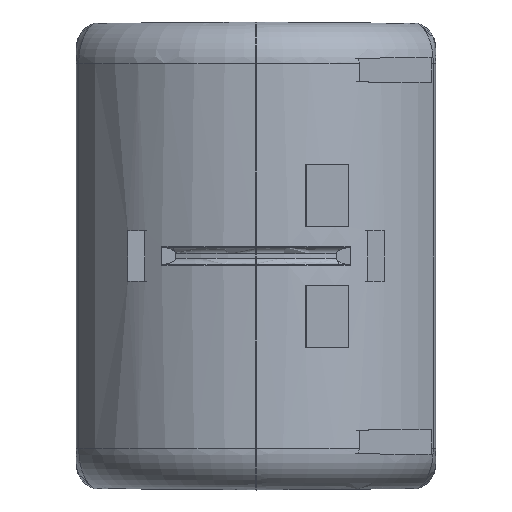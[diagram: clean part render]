
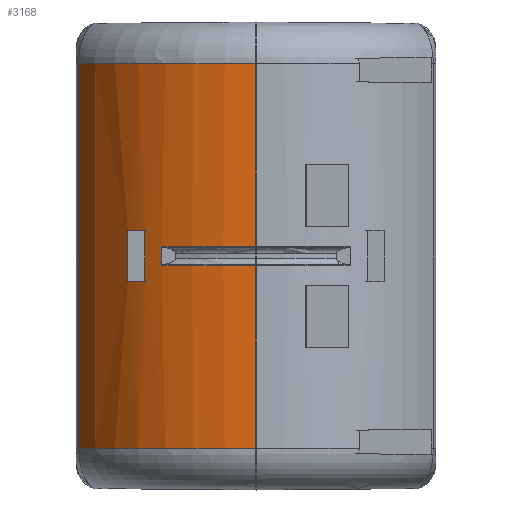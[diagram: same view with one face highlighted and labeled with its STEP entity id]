
A CAD part, left-side view. The second image highlights one B-rep face of the part: STEP entity #3168.
In plain terms, the highlighted cylindrical face has radius 23.5 mm (diameter 47 mm), a partial arc.
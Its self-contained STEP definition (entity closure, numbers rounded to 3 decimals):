
#3168 = ADVANCED_FACE( 'NONE', ( #6895, #6896 ), #6897, .T. );
#6895 = FACE_OUTER_BOUND( '', #14452, .T. );
#6896 = FACE_BOUND( '', #14453, .T. );
#6897 = CYLINDRICAL_SURFACE( '', #14454, 23.5 );
#14452 = EDGE_LOOP( '', ( #26905, #26906, #26907, #26908, #26909, #26910, #26911, #26912 ) );
#14453 = EDGE_LOOP( '', ( #26913, #26914, #26915, #26916 ) );
#14454 = AXIS2_PLACEMENT_3D( '', #26917, #26918, #26919 );
#26905 = ORIENTED_EDGE( '', *, *, #36492, .T. );
#26906 = ORIENTED_EDGE( '', *, *, #36493, .T. );
#26907 = ORIENTED_EDGE( '', *, *, #32364, .T. );
#26908 = ORIENTED_EDGE( '', *, *, #36494, .T. );
#26909 = ORIENTED_EDGE( '', *, *, #34584, .T. );
#26910 = ORIENTED_EDGE( '', *, *, #35378, .T. );
#26911 = ORIENTED_EDGE( '', *, *, #32370, .T. );
#26912 = ORIENTED_EDGE( '', *, *, #35705, .T. );
#26913 = ORIENTED_EDGE( '', *, *, #36495, .F. );
#26914 = ORIENTED_EDGE( '', *, *, #36496, .F. );
#26915 = ORIENTED_EDGE( '', *, *, #36497, .F. );
#26916 = ORIENTED_EDGE( '', *, *, #36498, .F. );
#26917 = CARTESIAN_POINT( '', ( 0., 0., -28. ) );
#26918 = DIRECTION( '', ( 0., 0., -1. ) );
#26919 = DIRECTION( '', ( 1., 0., 0. ) );
#32364 = EDGE_CURVE( 'NONE', #37576, #37574, #37577, .T. );
#32370 = EDGE_CURVE( 'NONE', #37588, #37586, #37589, .T. );
#34584 = EDGE_CURVE( 'NONE', #40305, #40663, #41384, .T. );
#35378 = EDGE_CURVE( 'NONE', #40663, #37588, #42577, .T. );
#35705 = EDGE_CURVE( 'NONE', #37586, #43045, #43047, .T. );
#36492 = EDGE_CURVE( 'NONE', #43045, #44090, #44091, .T. );
#36493 = EDGE_CURVE( 'NONE', #44090, #37576, #44092, .T. );
#36494 = EDGE_CURVE( 'NONE', #37574, #40305, #44093, .T. );
#36495 = EDGE_CURVE( 'NONE', #44094, #44095, #44096, .T. );
#36496 = EDGE_CURVE( 'NONE', #44097, #44094, #44098, .T. );
#36497 = EDGE_CURVE( 'NONE', #44099, #44097, #44100, .T. );
#36498 = EDGE_CURVE( 'NONE', #44095, #44099, #44101, .T. );
#37574 = VERTEX_POINT( 'NONE', #45311 );
#37576 = VERTEX_POINT( 'NONE', #45313 );
#37577 = LINE( '', #45314, #45315 );
#37586 = VERTEX_POINT( 'NONE', #45325 );
#37588 = VERTEX_POINT( 'NONE', #45327 );
#37589 = LINE( '', #45328, #45329 );
#40305 = VERTEX_POINT( 'NONE', #51592 );
#40663 = VERTEX_POINT( 'NONE', #52338 );
#41384 = LINE( '', #53771, #53772 );
#42577 = CIRCLE( '', #56679, 23.5 );
#43045 = VERTEX_POINT( 'NONE', #57577 );
#43047 = CIRCLE( '', #57586, 23.5 );
#44090 = VERTEX_POINT( 'NONE', #59461 );
#44091 = LINE( '', #59462, #59463 );
#44092 = CIRCLE( '', #59464, 23.5 );
#44093 = CIRCLE( '', #59465, 23.5 );
#44094 = VERTEX_POINT( 'NONE', #59466 );
#44095 = VERTEX_POINT( 'NONE', #59467 );
#44096 = LINE( '', #59468, #59469 );
#44097 = VERTEX_POINT( 'NONE', #59470 );
#44098 = CIRCLE( '', #59471, 23.5 );
#44099 = VERTEX_POINT( 'NONE', #59472 );
#44100 = LINE( '', #59473, #59474 );
#44101 = CIRCLE( '', #59475, 23.5 );
#45311 = CARTESIAN_POINT( '', ( -23.5, 0., 23. ) );
#45313 = CARTESIAN_POINT( '', ( -23.5, 0., 1.179 ) );
#45314 = CARTESIAN_POINT( '', ( -23.5, 0., -28. ) );
#45315 = VECTOR( '', #61472, 1000. );
#45325 = CARTESIAN_POINT( '', ( -23.5, 0., -1.179 ) );
#45327 = CARTESIAN_POINT( '', ( -23.5, 0., -23. ) );
#45328 = CARTESIAN_POINT( '', ( -23.5, 0., -28. ) );
#45329 = VECTOR( '', #61486, 1000. );
#51592 = CARTESIAN_POINT( '', ( -10.124, 21.207, 23. ) );
#52338 = CARTESIAN_POINT( '', ( -10.124, 21.207, -23. ) );
#53771 = CARTESIAN_POINT( '', ( -10.124, 21.207, -28. ) );
#53772 = VECTOR( '', #63651, 1000. );
#56679 = AXIS2_PLACEMENT_3D( '', #64361, #64362, #64363 );
#57577 = CARTESIAN_POINT( '', ( -20.622, 11.269, -1.179 ) );
#57586 = AXIS2_PLACEMENT_3D( '', #64639, #64640, #64641 );
#59461 = CARTESIAN_POINT( '', ( -20.622, 11.269, 1.179 ) );
#59462 = CARTESIAN_POINT( '', ( -20.622, 11.269, -28. ) );
#59463 = VECTOR( '', #65354, 1000. );
#59464 = AXIS2_PLACEMENT_3D( '', #65355, #65356, #65357 );
#59465 = AXIS2_PLACEMENT_3D( '', #65358, #65359, #65360 );
#59466 = CARTESIAN_POINT( '', ( -17.8, 15.343, 3. ) );
#59467 = CARTESIAN_POINT( '', ( -17.8, 15.343, -3. ) );
#59468 = CARTESIAN_POINT( '', ( -17.8, 15.343, 3. ) );
#59469 = VECTOR( '', #65361, 1000. );
#59470 = CARTESIAN_POINT( '', ( -19.375, 13.299, 3. ) );
#59471 = AXIS2_PLACEMENT_3D( '', #65362, #65363, #65364 );
#59472 = CARTESIAN_POINT( '', ( -19.375, 13.299, -3. ) );
#59473 = CARTESIAN_POINT( '', ( -19.375, 13.299, -28. ) );
#59474 = VECTOR( '', #65365, 1000. );
#59475 = AXIS2_PLACEMENT_3D( '', #65366, #65367, #65368 );
#61472 = DIRECTION( '', ( 0., 0., 1. ) );
#61486 = DIRECTION( '', ( 0., 0., 1. ) );
#63651 = DIRECTION( '', ( 0., 0., -1. ) );
#64361 = CARTESIAN_POINT( '', ( 0., 0., -23. ) );
#64362 = DIRECTION( '', ( 0., 0., 1. ) );
#64363 = DIRECTION( '', ( 1., 0., 0. ) );
#64639 = CARTESIAN_POINT( '', ( 0., 0., -1.179 ) );
#64640 = DIRECTION( '', ( 0., 0., -1. ) );
#64641 = DIRECTION( '', ( -1., 0., 0. ) );
#65354 = DIRECTION( '', ( 0., 0., 1. ) );
#65355 = CARTESIAN_POINT( '', ( 0., 0., 1.179 ) );
#65356 = DIRECTION( '', ( 0., 0., 1. ) );
#65357 = DIRECTION( '', ( -1., 0., 0. ) );
#65358 = CARTESIAN_POINT( '', ( 0., 0., 23. ) );
#65359 = DIRECTION( '', ( 0., 0., -1. ) );
#65360 = DIRECTION( '', ( 1., 0., 0. ) );
#65361 = DIRECTION( '', ( 0., 0., -1. ) );
#65362 = CARTESIAN_POINT( '', ( 0., 0., 3. ) );
#65363 = DIRECTION( '', ( 0., 0., -1. ) );
#65364 = DIRECTION( '', ( 1., 0., 0. ) );
#65365 = DIRECTION( '', ( 0., 0., 1. ) );
#65366 = CARTESIAN_POINT( '', ( 0., 0., -3. ) );
#65367 = DIRECTION( '', ( 0., 0., 1. ) );
#65368 = DIRECTION( '', ( -1., 0., 0. ) );
